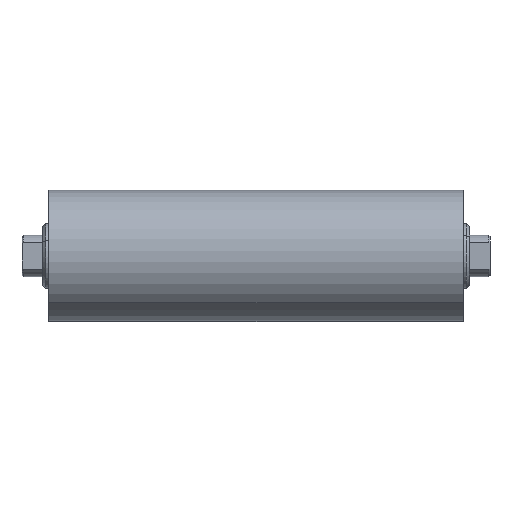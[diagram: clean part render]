
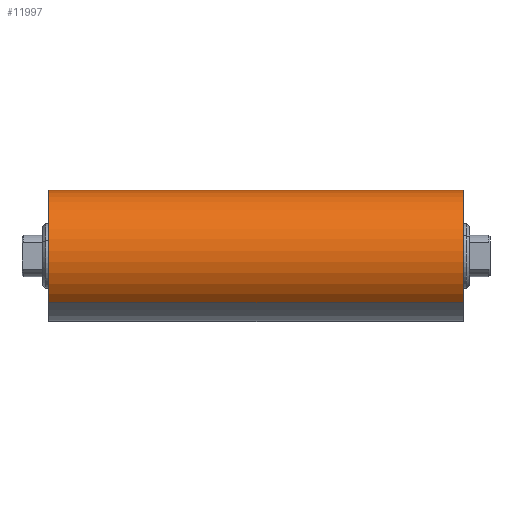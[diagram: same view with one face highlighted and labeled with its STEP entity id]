
A CAD part, top view. The second image highlights one B-rep face of the part: STEP entity #11997.
In plain terms, the highlighted cylindrical face has radius 31.75 mm (diameter 63.5 mm), a partial arc.
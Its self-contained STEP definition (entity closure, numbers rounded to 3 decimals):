
#340 = DIRECTION ( 'NONE',  ( 0., -0.713, 0.701 ) ) ;
#500 = DIRECTION ( 'NONE',  ( 0., 0.713, -0.701 ) ) ;
#718 = LINE ( 'NONE', #10442, #19523 ) ;
#1598 = CARTESIAN_POINT ( 'NONE',  ( 3., 0., 0. ) ) ;
#2584 = ORIENTED_EDGE ( 'NONE', *, *, #18090, .T. ) ;
#3977 = LINE ( 'NONE', #6180, #7341 ) ;
#4045 = CIRCLE ( 'NONE', #18749, 31.75 ) ;
#5770 = CARTESIAN_POINT ( 'NONE',  ( 3., 22.643, -22.256 ) ) ;
#6180 = CARTESIAN_POINT ( 'NONE',  ( 203., -22.643, 22.256 ) ) ;
#6182 = ORIENTED_EDGE ( 'NONE', *, *, #16243, .F. ) ;
#6692 = VERTEX_POINT ( 'NONE', #19997 ) ;
#7341 = VECTOR ( 'NONE', #14754, 1000. ) ;
#8112 = VERTEX_POINT ( 'NONE', #18938 ) ;
#8247 = DIRECTION ( 'NONE',  ( 0., 0.713, -0.701 ) ) ;
#8386 = DIRECTION ( 'NONE',  ( 1., 0., 0. ) ) ;
#8720 = EDGE_CURVE ( 'NONE', #14346, #6692, #3977, .T. ) ;
#10313 = CARTESIAN_POINT ( 'NONE',  ( 203., -22.643, 22.256 ) ) ;
#10442 = CARTESIAN_POINT ( 'NONE',  ( 203., 22.643, -22.256 ) ) ;
#11031 = ORIENTED_EDGE ( 'NONE', *, *, #8720, .F. ) ;
#11198 = CIRCLE ( 'NONE', #16365, 31.75 ) ;
#11997 = ADVANCED_FACE ( 'NONE', ( #20110 ), #14486, .T. ) ;
#13017 = ORIENTED_EDGE ( 'NONE', *, *, #20309, .T. ) ;
#13333 = AXIS2_PLACEMENT_3D ( 'NONE', #13735, #20111, #340 ) ;
#13345 = VERTEX_POINT ( 'NONE', #5770 ) ;
#13439 = DIRECTION ( 'NONE',  ( 1., 0., 0. ) ) ;
#13735 = CARTESIAN_POINT ( 'NONE',  ( 203., 0., 0. ) ) ;
#14346 = VERTEX_POINT ( 'NONE', #10313 ) ;
#14486 = CYLINDRICAL_SURFACE ( 'NONE', #13333, 31.75 ) ;
#14754 = DIRECTION ( 'NONE',  ( -1., 0., 0. ) ) ;
#16243 = EDGE_CURVE ( 'NONE', #8112, #14346, #11198, .T. ) ;
#16365 = AXIS2_PLACEMENT_3D ( 'NONE', #16641, #8386, #8247 ) ;
#16641 = CARTESIAN_POINT ( 'NONE',  ( 203., 0., 0. ) ) ;
#16997 = DIRECTION ( 'NONE',  ( -1., 0., 0. ) ) ;
#18090 = EDGE_CURVE ( 'NONE', #13345, #6692, #4045, .T. ) ;
#18749 = AXIS2_PLACEMENT_3D ( 'NONE', #1598, #13439, #500 ) ;
#18938 = CARTESIAN_POINT ( 'NONE',  ( 203., 22.643, -22.256 ) ) ;
#19523 = VECTOR ( 'NONE', #16997, 1000. ) ;
#19906 = EDGE_LOOP ( 'NONE', ( #6182, #13017, #2584, #11031 ) ) ;
#19997 = CARTESIAN_POINT ( 'NONE',  ( 3., -22.643, 22.256 ) ) ;
#20110 = FACE_OUTER_BOUND ( 'NONE', #19906, .T. ) ;
#20111 = DIRECTION ( 'NONE',  ( -1., 0., 0. ) ) ;
#20309 = EDGE_CURVE ( 'NONE', #8112, #13345, #718, .T. ) ;
